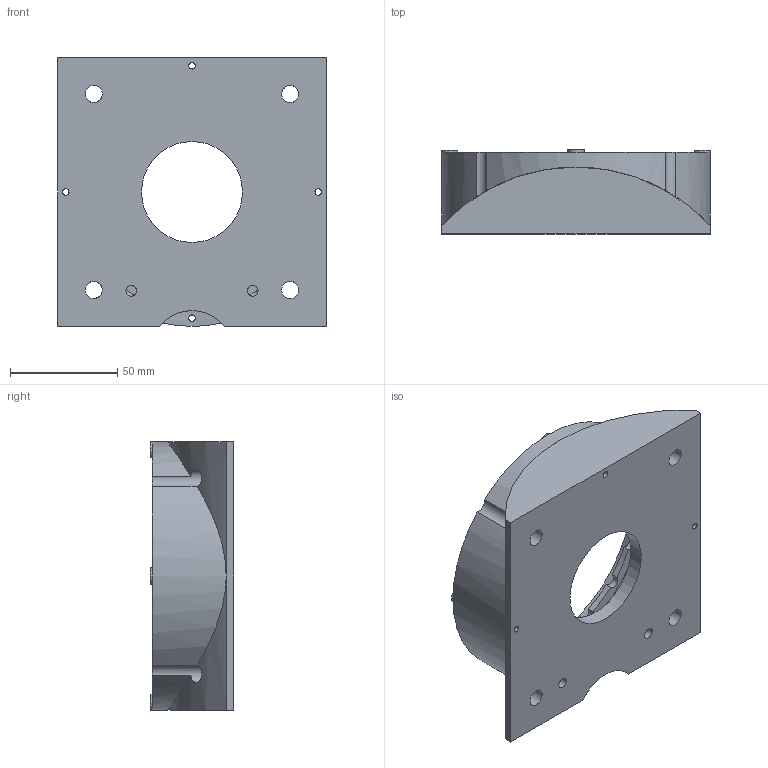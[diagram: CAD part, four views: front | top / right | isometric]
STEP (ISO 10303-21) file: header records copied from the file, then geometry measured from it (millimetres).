
FILE_DESCRIPTION(/* description */ (''),/* implementation_level */ '2;1');
FILE_NAME(/* name */ 'OuterShell.stp',/* time_stamp */ '2025-10-24T01:13:03-05:00',/* author */ ('aul12'),/* organization */ (''),/* preprocessor_version */ 'ST-DEVELOPER v19.2',/* originating_system */ 'Autodesk Inventor 2024',/* authorisation */ '');
FILE_SCHEMA (('AUTOMOTIVE_DESIGN { 1 0 10303 214 3 1 1 }'));
Length unit declared in the file: millimetre
Products named in the file (1): OuterShell
Bounding box: 125 x 39 x 125 mm (x, y, z)
Volume: 211333.3 mm3; surface area: 66587.2 mm2
Topology: 1 solids, 1 shells, 174 faces, 413 edges, 252 vertices
Faces by surface type: cylinder 107, plane 49, cone 18
Full cylindrical faces by diameter (mm): 3 x20, 5 x2, 6 x16, 7.5 x4, 8 x4, 10 x16, 47 x1, 110 x2
Entity records: 5394 total; most frequent: CARTESIAN_POINT 1108, DIRECTION 978, ORIENTED_EDGE 824, AXIS2_PLACEMENT_3D 413, EDGE_CURVE 412, VERTEX_POINT 252, CIRCLE 238, EDGE_LOOP 224
